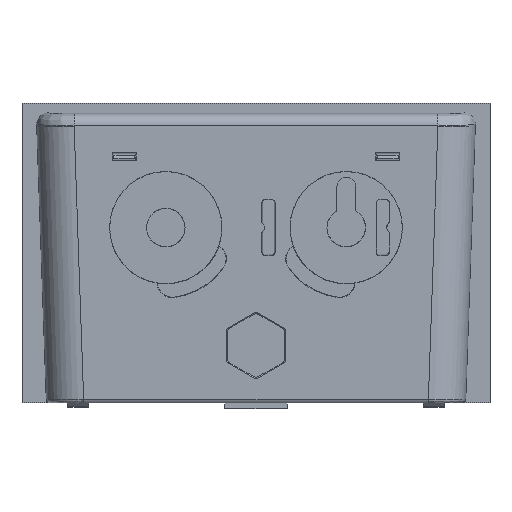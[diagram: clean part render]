
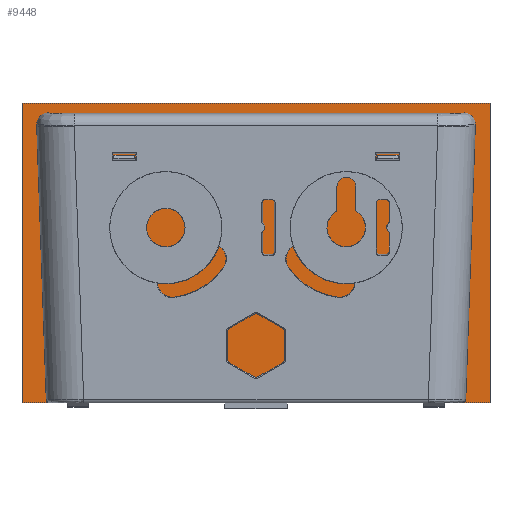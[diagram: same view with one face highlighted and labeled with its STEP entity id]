
A CAD part, top view. The second image highlights one B-rep face of the part: STEP entity #9448.
In plain terms, the highlighted planar face has unit normal (0, 0.018, -1).
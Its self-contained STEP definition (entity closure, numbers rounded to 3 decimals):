
#9409=DIRECTION('',(0.,-1.,-0.017));
#9410=VECTOR('',#9409,80.012);
#9411=CARTESIAN_POINT('',(-62.5,80.,30.645));
#9412=LINE('',#9411,#9410);
#9413=DIRECTION('',(1.,0.,0.));
#9414=VECTOR('',#9413,125.);
#9415=CARTESIAN_POINT('',(-62.5,0.,29.248));
#9416=LINE('',#9415,#9414);
#9417=DIRECTION('',(0.,1.,0.017));
#9418=VECTOR('',#9417,80.012);
#9419=CARTESIAN_POINT('',(62.5,0.,29.248));
#9420=LINE('',#9419,#9418);
#9421=DIRECTION('',(-1.,0.,0.));
#9422=VECTOR('',#9421,125.);
#9423=CARTESIAN_POINT('',(62.5,80.,30.645));
#9424=LINE('',#9423,#9422);
#9425=CARTESIAN_POINT('',(-62.5,0.,29.248));
#9426=CARTESIAN_POINT('',(-62.5,80.,30.645));
#9427=VERTEX_POINT('',#9425);
#9428=VERTEX_POINT('',#9426);
#9429=CARTESIAN_POINT('',(62.5,0.,29.248));
#9430=CARTESIAN_POINT('',(62.5,80.,30.645));
#9431=VERTEX_POINT('',#9429);
#9432=VERTEX_POINT('',#9430);
#9433=CARTESIAN_POINT('',(-62.5,0.,29.248));
#9434=DIRECTION('',(0.,0.017,-1.));
#9435=DIRECTION('',(0.,1.,0.017));
#9436=AXIS2_PLACEMENT_3D('',#9433,#9434,#9435);
#9437=PLANE('',#9436);
#9439=ORIENTED_EDGE('',*,*,#9438,.T.);
#9441=ORIENTED_EDGE('',*,*,#9440,.T.);
#9443=ORIENTED_EDGE('',*,*,#9442,.T.);
#9445=ORIENTED_EDGE('',*,*,#9444,.T.);
#9446=EDGE_LOOP('',(#9439,#9441,#9443,#9445));
#9447=FACE_OUTER_BOUND('',#9446,.F.);
#9448=ADVANCED_FACE('',(#9447),#9437,.T.);
#9438=EDGE_CURVE('',#9428,#9427,#9412,.T.);
#9440=EDGE_CURVE('',#9427,#9431,#9416,.T.);
#9442=EDGE_CURVE('',#9431,#9432,#9420,.T.);
#9444=EDGE_CURVE('',#9432,#9428,#9424,.T.);
